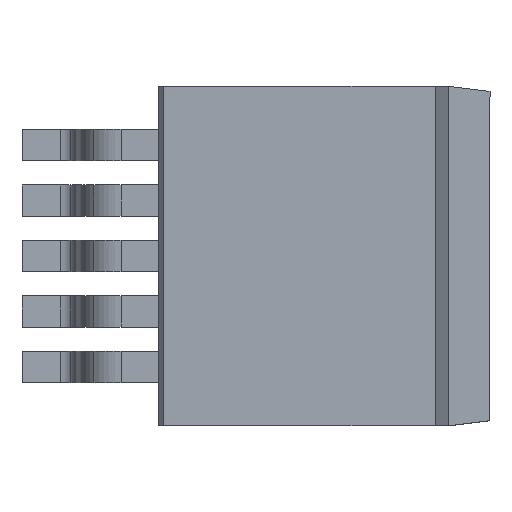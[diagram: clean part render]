
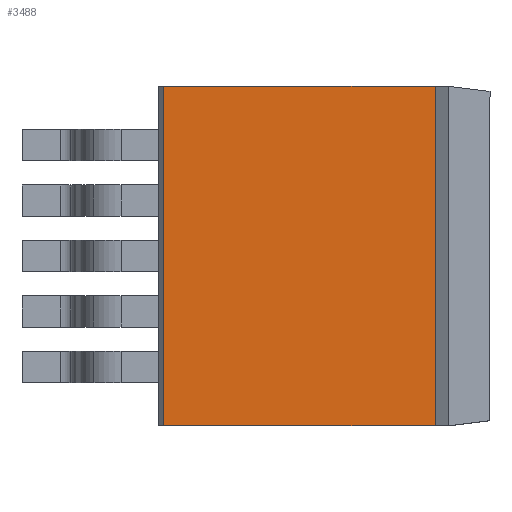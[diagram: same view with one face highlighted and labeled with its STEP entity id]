
A CAD part, top view. The second image highlights one B-rep face of the part: STEP entity #3488.
In plain terms, the highlighted planar face has unit normal (0, 0, 1).
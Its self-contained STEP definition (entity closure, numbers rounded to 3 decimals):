
#3430=CARTESIAN_POINT('',(5.555,5.205,4.636));
#3431=VERTEX_POINT('',#3430);
#3438=CARTESIAN_POINT('',(5.555,-5.205,4.636));
#3439=VERTEX_POINT('',#3438);
#3440=CARTESIAN_POINT('',(5.555,-5.205,4.636));
#3441=DIRECTION('',(0.0,1.0,0.0));
#3442=VECTOR('',#3441,10.41);
#3443=LINE('',#3440,#3442);
#3444=EDGE_CURVE('',#3439,#3431,#3443,.T.);
#3458=CARTESIAN_POINT('',(-3.175,-5.725,4.636));
#3459=DIRECTION('',(0.0,0.0,1.0));
#3460=DIRECTION('',(1.0,0.0,0.0));
#3461=AXIS2_PLACEMENT_3D('',#3458,#3459,#3460);
#3462=PLANE('',#3461);
#3463=CARTESIAN_POINT('',(-2.759,5.205,4.636));
#3464=VERTEX_POINT('',#3463);
#3465=CARTESIAN_POINT('',(5.555,5.205,4.636));
#3466=DIRECTION('',(-1.0,0.0,0.0));
#3467=VECTOR('',#3466,8.314);
#3468=LINE('',#3465,#3467);
#3469=EDGE_CURVE('',#3431,#3464,#3468,.T.);
#3470=ORIENTED_EDGE('',*,*,#3469,.T.);
#3471=CARTESIAN_POINT('',(-2.759,-5.205,4.636));
#3472=VERTEX_POINT('',#3471);
#3473=CARTESIAN_POINT('',(-2.759,-5.205,4.636));
#3474=DIRECTION('',(0.0,1.0,0.0));
#3475=VECTOR('',#3474,10.41);
#3476=LINE('',#3473,#3475);
#3477=EDGE_CURVE('',#3472,#3464,#3476,.T.);
#3478=ORIENTED_EDGE('',*,*,#3477,.F.);
#3479=CARTESIAN_POINT('',(-2.759,-5.205,4.636));
#3480=DIRECTION('',(1.0,0.0,0.0));
#3481=VECTOR('',#3480,8.314);
#3482=LINE('',#3479,#3481);
#3483=EDGE_CURVE('',#3472,#3439,#3482,.T.);
#3484=ORIENTED_EDGE('',*,*,#3483,.T.);
#3485=ORIENTED_EDGE('',*,*,#3444,.T.);
#3486=EDGE_LOOP('',(#3470,#3478,#3484,#3485));
#3487=FACE_OUTER_BOUND('',#3486,.T.);
#3488=ADVANCED_FACE('',(#3487),#3462,.T.);
